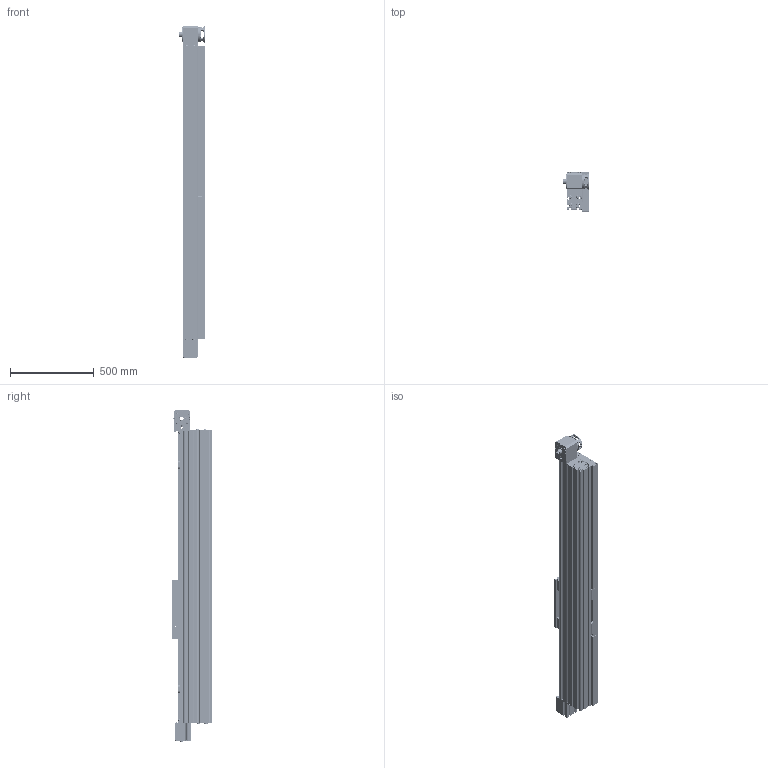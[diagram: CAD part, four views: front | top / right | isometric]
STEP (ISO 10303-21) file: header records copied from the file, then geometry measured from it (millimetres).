
FILE_DESCRIPTION (( 'STEP AP203' ), '1' );
FILE_NAME ('814.VVL.P.STEP', '2018-03-14T11:23:07', ( '' ), ( '' ), 'SwSTEP 2.0', 'SolidWorks 2016', '' );
FILE_SCHEMA (( 'CONFIG_CONTROL_DESIGN' ));
Length unit declared in the file: millimetre
Products named in the file (65): 812.HHL.002; 084.301.000 VITI ALUSIC1_084.301.036; 812.000.005; 812.000.037; 812.000.012; 812.000.013; VITI TE UNI 5739_M6x60 UNI 5739; SBI-SL20_C; VITI TESTA BOMBATA ISO 730_0516UNI7380; 084.312.006; VITI TESTA BOMBATA ISO 730_0510UNI7380; SBI-SL20; 812.000.035; 812.000.033; 812.000.032; 811.000.014; 812.000.002; RCK19 - 30x60; VITI TSEI UNI 5933_M6x20 UNI 5933; 812.000.027; 812.000.001; 812.000.016; 084.301.000 VITI ALUSIC_084.301.008; 68UNI7437; CUSCINETTI A SFERE_61906-2RS; 084.301.000 VITI ALUSIC1_084.301.038; 812.000.017; 084.301.000 VITI ALUSIC_084.301.011; 811.000.009; 811.000.003; 814.VVL.TELAIO_P_Default<A macchina>; 15UNI7435; VITI TESTA BOMBATA ISO 730_0616UNI7380; 812.000.036; 084.301.024; 812.000.021-1; 0820UNI8735; VITI TE UNI 5739_M6x16 UNI 5739; 084.302.045; SBI-SL20_A ...
Assembly tree (289 placements, depth 4):
  814.VVL.P
    084.301.024  x8
    084.301.000 VITI ALUSIC_084.301.035  x58
    084.302.070  x58
    084.301.000 VITI ALUSIC_084.301.003  x4
    VITI TESTA BOMBATA ISO 730_0616UNI7380  x4
    084.302.045  x8
    VITI TESTA BOMBATA ISO 730_0516UNI7380  x4
    084.301.000 VITI ALUSIC_084.301.008  x2
    VITI TSEI UNI 5933_M6x20 UNI 5933  x2
    084.301.000 VITI ALUSIC_084.301.011  x4
    814.VVL.TELAIO_P_Default<A macchina>
    812.HHL.001
      812.000.016
      812.000.101
        812.000.017
        812.000.026
      811.000.003
      VITI TESTA BOMBATA ISO 730_0510UNI7380  x8
      CUSCINETTI A SFERE_61906-2RS  x2
      RCK19 - 30x60
        RCK19 - 30x60
        VITI TE UNI 5739_M6x16 UNI 5739  x7
      68UNI7437  x2
      812.000.027
      VITI TCEI UNI 5931_M5x25 UNI 5931  x8
    812.HHL.002
      812.000.007
      812.000.005
      812.000.201
        812.000.017
        812.000.012
      812.000.009
      811.000.014
      811.000.009
      CUSCINETTI A SFERE_61906-2RS  x2
      15UNI7435  x2
      VITI TESTA BOMBATA ISO 730_0410UNI7380  x6
      VITI TE UNI 5739_M6x60 UNI 5739  x2
      VITI TESTA BOMBATA ISO 730_0510UNI7380  x2
      VITI TESTA BOMBATA ISO 730_0616UNI7380  x4
    814.HHL.002
      812.000.002  x2
      812.000.001  x2
      812.000.003  x4
      SBI-SL20  x4
        SBI-SL20_A
        SBI-SL20_B
        SBI-SL20_C
        SBI-SL20_D
      084.301.000 VITI ALUSIC1_084.301.038  x8
      084.301.000 VITI ALUSIC1_084.301.036  x16
      812.000.034
      812.000.035
      084.301.000 VITI ALUSIC1_084.301.003  x5
      0820UNI8735  x2
    812.000.021-1  x2
    812.000.022-1  x4
    084.312.006  x3
    812.000.013
Bounding box: 157.35 x 237 x 1980.91 mm (x, y, z)
Volume: 19240147.9 mm3; surface area: 6373303.7 mm2
Topology: 291 solids, 299 shells, 10025 faces, 26067 edges, 16853 vertices
Faces by surface type: plane 5184, cylinder 3618, cone 797, torus 298, bspline 128
Entity records: 178606 total; most frequent: CARTESIAN_POINT 41675, DIRECTION 26736, ORIENTED_EDGE 25781, EDGE_CURVE 12896, AXIS2_PLACEMENT_3D 9780, VERTEX_POINT 8454, LINE 7176, VECTOR 7176
